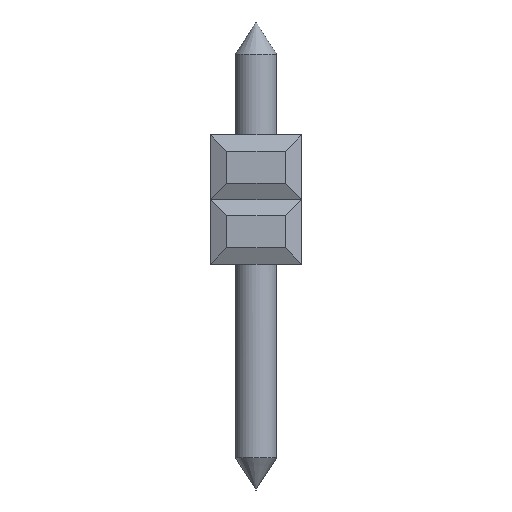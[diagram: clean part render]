
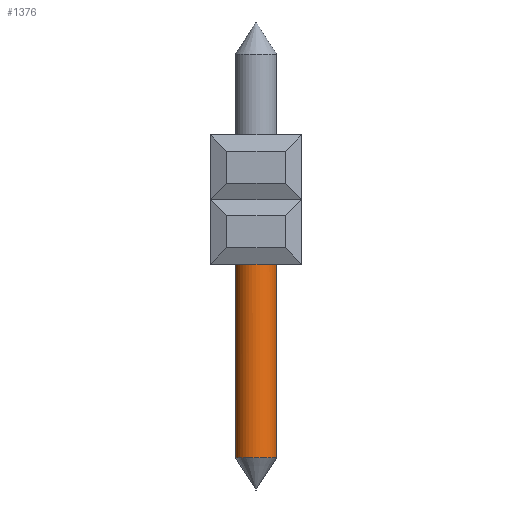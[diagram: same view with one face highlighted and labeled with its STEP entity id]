
A CAD part, left-side view. The second image highlights one B-rep face of the part: STEP entity #1376.
In plain terms, the highlighted cylindrical face has radius 0.65 mm (diameter 1.3 mm), a full revolution.
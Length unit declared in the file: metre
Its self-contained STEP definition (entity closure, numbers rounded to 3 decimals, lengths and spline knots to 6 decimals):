
#1376=ADVANCED_FACE('',(#2974,#2975),#2976,.T.);
#2974=FACE_OUTER_BOUND('',#4739,.T.);
#2975=FACE_OUTER_BOUND('',#4740,.T.);
#2976=CYLINDRICAL_SURFACE('',#4741,0.00065);
#4739=EDGE_LOOP('',(#8758));
#4740=EDGE_LOOP('',(#8759));
#4741=AXIS2_PLACEMENT_3D('',#8760,#8761,#8762);
#8758=ORIENTED_EDGE('',*,*,#11461,.F.);
#8759=ORIENTED_EDGE('',*,*,#10993,.F.);
#8760=CARTESIAN_POINT('',(0.03565,-0.03326,0.0005));
#8761=DIRECTION('',(0.0,0.,-1.0));
#8762=DIRECTION('',(-1.0,0.0,0.0));
#10993=EDGE_CURVE('',#13417,#13417,#13418,.T.);
#11461=EDGE_CURVE('',#13986,#13986,#13987,.T.);
#13417=VERTEX_POINT('',#16797);
#13418=CIRCLE('',#16798,0.00065);
#13986=VERTEX_POINT('',#17642);
#13987=CIRCLE('',#17643,0.00065);
#16797=CARTESIAN_POINT('',(0.03604,-0.03274,-0.01));
#16798=AXIS2_PLACEMENT_3D('',#18876,#18877,#18878);
#17642=CARTESIAN_POINT('',(0.03565,-0.03391,-0.0038));
#17643=AXIS2_PLACEMENT_3D('',#19230,#19231,#19232);
#18876=CARTESIAN_POINT('',(0.03565,-0.03326,-0.01));
#18877=DIRECTION('',(0.,0.,-1.0));
#18878=DIRECTION('',(0.6,0.8,0.));
#19230=CARTESIAN_POINT('',(0.03565,-0.03326,-0.0038));
#19231=DIRECTION('',(0.0,0.,1.0));
#19232=DIRECTION('',(0.0,-1.0,0.));
